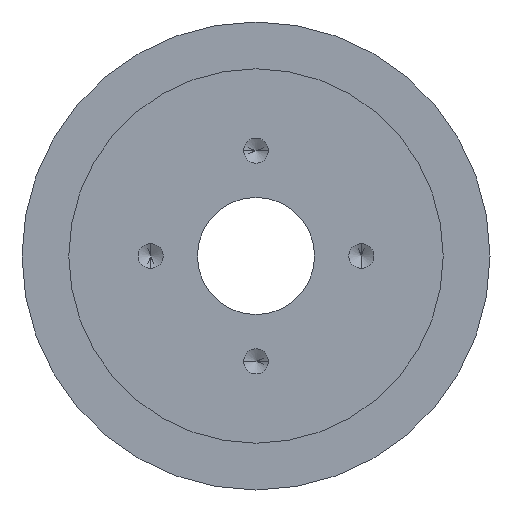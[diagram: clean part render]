
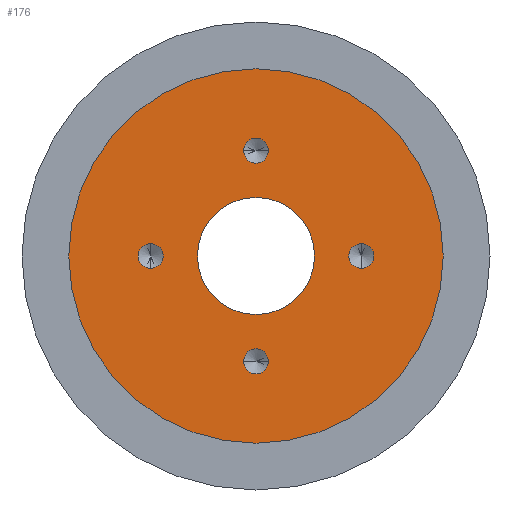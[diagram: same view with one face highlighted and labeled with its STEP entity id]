
A CAD part, front view. The second image highlights one B-rep face of the part: STEP entity #176.
In plain terms, the highlighted planar face has unit normal (0, -1, 0).
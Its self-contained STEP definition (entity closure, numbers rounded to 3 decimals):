
#63=CARTESIAN_POINT('Axis2P3D Location',(0.,10.16,6.35)) ;
#68=CARTESIAN_POINT('Axis2P3D Location',(0.,10.16,0.)) ;
#72=CARTESIAN_POINT('Vertex',(0.,10.16,-20.32)) ;
#74=CARTESIAN_POINT('Vertex',(0.,10.16,20.32)) ;
#77=CARTESIAN_POINT('Axis2P3D Location',(0.,10.16,0.)) ;
#86=CARTESIAN_POINT('Axis2P3D Location',(0.,10.16,11.43)) ;
#90=CARTESIAN_POINT('Vertex',(-1.353,10.16,11.43)) ;
#92=CARTESIAN_POINT('Vertex',(1.353,10.16,11.43)) ;
#95=CARTESIAN_POINT('Axis2P3D Location',(0.,10.16,11.43)) ;
#104=CARTESIAN_POINT('Axis2P3D Location',(0.,10.16,0.)) ;
#108=CARTESIAN_POINT('Vertex',(0.,10.16,6.35)) ;
#110=CARTESIAN_POINT('Vertex',(0.,10.16,-6.35)) ;
#113=CARTESIAN_POINT('Axis2P3D Location',(0.,10.16,0.)) ;
#122=CARTESIAN_POINT('Axis2P3D Location',(-11.43,10.16,0.)) ;
#126=CARTESIAN_POINT('Vertex',(-11.43,10.16,-1.353)) ;
#128=CARTESIAN_POINT('Vertex',(-11.43,10.16,1.353)) ;
#131=CARTESIAN_POINT('Axis2P3D Location',(-11.43,10.16,0.)) ;
#140=CARTESIAN_POINT('Axis2P3D Location',(0.,10.16,-11.43)) ;
#144=CARTESIAN_POINT('Vertex',(1.353,10.16,-11.43)) ;
#146=CARTESIAN_POINT('Vertex',(-1.353,10.16,-11.43)) ;
#149=CARTESIAN_POINT('Axis2P3D Location',(0.,10.16,-11.43)) ;
#158=CARTESIAN_POINT('Axis2P3D Location',(11.43,10.16,0.)) ;
#162=CARTESIAN_POINT('Vertex',(11.43,10.16,1.353)) ;
#164=CARTESIAN_POINT('Vertex',(11.43,10.16,-1.353)) ;
#167=CARTESIAN_POINT('Axis2P3D Location',(11.43,10.16,0.)) ;
#64=DIRECTION('Axis2P3D Direction',(0.,-1.,0.)) ;
#65=DIRECTION('Axis2P3D XDirection',(1.,0.,0.)) ;
#69=DIRECTION('Axis2P3D Direction',(0.,-1.,0.)) ;
#78=DIRECTION('Axis2P3D Direction',(0.,-1.,0.)) ;
#87=DIRECTION('Axis2P3D Direction',(0.,-1.,0.)) ;
#96=DIRECTION('Axis2P3D Direction',(0.,-1.,0.)) ;
#105=DIRECTION('Axis2P3D Direction',(0.,-1.,0.)) ;
#114=DIRECTION('Axis2P3D Direction',(0.,-1.,0.)) ;
#123=DIRECTION('Axis2P3D Direction',(0.,-1.,0.)) ;
#132=DIRECTION('Axis2P3D Direction',(0.,-1.,0.)) ;
#141=DIRECTION('Axis2P3D Direction',(0.,-1.,0.)) ;
#150=DIRECTION('Axis2P3D Direction',(0.,-1.,0.)) ;
#159=DIRECTION('Axis2P3D Direction',(0.,-1.,0.)) ;
#168=DIRECTION('Axis2P3D Direction',(0.,-1.,0.)) ;
#66=AXIS2_PLACEMENT_3D('Plane Axis2P3D',#63,#64,#65) ;
#70=AXIS2_PLACEMENT_3D('Circle Axis2P3D',#68,#69,$) ;
#79=AXIS2_PLACEMENT_3D('Circle Axis2P3D',#77,#78,$) ;
#88=AXIS2_PLACEMENT_3D('Circle Axis2P3D',#86,#87,$) ;
#97=AXIS2_PLACEMENT_3D('Circle Axis2P3D',#95,#96,$) ;
#106=AXIS2_PLACEMENT_3D('Circle Axis2P3D',#104,#105,$) ;
#115=AXIS2_PLACEMENT_3D('Circle Axis2P3D',#113,#114,$) ;
#124=AXIS2_PLACEMENT_3D('Circle Axis2P3D',#122,#123,$) ;
#133=AXIS2_PLACEMENT_3D('Circle Axis2P3D',#131,#132,$) ;
#142=AXIS2_PLACEMENT_3D('Circle Axis2P3D',#140,#141,$) ;
#151=AXIS2_PLACEMENT_3D('Circle Axis2P3D',#149,#150,$) ;
#160=AXIS2_PLACEMENT_3D('Circle Axis2P3D',#158,#159,$) ;
#169=AXIS2_PLACEMENT_3D('Circle Axis2P3D',#167,#168,$) ;
#71=CIRCLE('generated circle',#70,20.32) ;
#80=CIRCLE('generated circle',#79,20.32) ;
#89=CIRCLE('generated circle',#88,1.353) ;
#98=CIRCLE('generated circle',#97,1.353) ;
#107=CIRCLE('generated circle',#106,6.35) ;
#116=CIRCLE('generated circle',#115,6.35) ;
#125=CIRCLE('generated circle',#124,1.353) ;
#134=CIRCLE('generated circle',#133,1.353) ;
#143=CIRCLE('generated circle',#142,1.353) ;
#152=CIRCLE('generated circle',#151,1.353) ;
#161=CIRCLE('generated circle',#160,1.353) ;
#170=CIRCLE('generated circle',#169,1.353) ;
#67=PLANE('',#66) ;
#103=FACE_BOUND('',#100,.T.) ;
#121=FACE_BOUND('',#118,.T.) ;
#139=FACE_BOUND('',#136,.T.) ;
#157=FACE_BOUND('',#154,.T.) ;
#175=FACE_BOUND('',#172,.T.) ;
#76=EDGE_CURVE('',#73,#75,#71,.T.) ;
#81=EDGE_CURVE('',#75,#73,#80,.T.) ;
#94=EDGE_CURVE('',#91,#93,#89,.T.) ;
#99=EDGE_CURVE('',#93,#91,#98,.T.) ;
#112=EDGE_CURVE('',#109,#111,#107,.T.) ;
#117=EDGE_CURVE('',#111,#109,#116,.T.) ;
#130=EDGE_CURVE('',#127,#129,#125,.T.) ;
#135=EDGE_CURVE('',#129,#127,#134,.T.) ;
#148=EDGE_CURVE('',#145,#147,#143,.T.) ;
#153=EDGE_CURVE('',#147,#145,#152,.T.) ;
#166=EDGE_CURVE('',#163,#165,#161,.T.) ;
#171=EDGE_CURVE('',#165,#163,#170,.T.) ;
#83=ORIENTED_EDGE('',*,*,#76,.T.) ;
#84=ORIENTED_EDGE('',*,*,#81,.T.) ;
#101=ORIENTED_EDGE('',*,*,#94,.F.) ;
#102=ORIENTED_EDGE('',*,*,#99,.F.) ;
#119=ORIENTED_EDGE('',*,*,#112,.F.) ;
#120=ORIENTED_EDGE('',*,*,#117,.F.) ;
#137=ORIENTED_EDGE('',*,*,#130,.F.) ;
#138=ORIENTED_EDGE('',*,*,#135,.F.) ;
#155=ORIENTED_EDGE('',*,*,#148,.F.) ;
#156=ORIENTED_EDGE('',*,*,#153,.F.) ;
#173=ORIENTED_EDGE('',*,*,#166,.F.) ;
#174=ORIENTED_EDGE('',*,*,#171,.F.) ;
#82=EDGE_LOOP('',(#83,#84)) ;
#100=EDGE_LOOP('',(#101,#102)) ;
#118=EDGE_LOOP('',(#119,#120)) ;
#136=EDGE_LOOP('',(#137,#138)) ;
#154=EDGE_LOOP('',(#155,#156)) ;
#172=EDGE_LOOP('',(#173,#174)) ;
#73=VERTEX_POINT('',#72) ;
#75=VERTEX_POINT('',#74) ;
#91=VERTEX_POINT('',#90) ;
#93=VERTEX_POINT('',#92) ;
#109=VERTEX_POINT('',#108) ;
#111=VERTEX_POINT('',#110) ;
#127=VERTEX_POINT('',#126) ;
#129=VERTEX_POINT('',#128) ;
#145=VERTEX_POINT('',#144) ;
#147=VERTEX_POINT('',#146) ;
#163=VERTEX_POINT('',#162) ;
#165=VERTEX_POINT('',#164) ;
#176=ADVANCED_FACE('PartBody',(#85,#103,#121,#139,#157,#175),#67,.T.) ;
#85=FACE_OUTER_BOUND('',#82,.T.) ;
